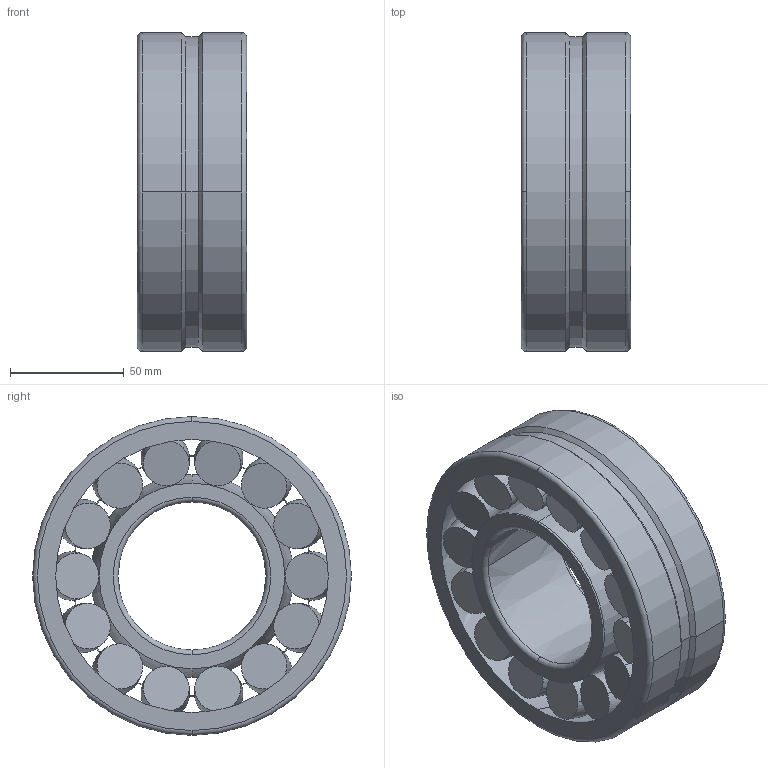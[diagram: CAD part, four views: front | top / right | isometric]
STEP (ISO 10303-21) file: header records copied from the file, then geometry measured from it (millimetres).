
FILE_DESCRIPTION(('STEP AP242'),'1');
FILE_NAME('snr_22313eakw33_2.stp','2024-11-11T01:12:52',('TraceParts'),('TraceParts S.A.'),'Spatial InterOp 3D',' ',' ');
FILE_SCHEMA(('AP242_MANAGED_MODEL_BASED_3D_ENGINEERING_MIM_LF {1 0 10303 442 1 1 4}'));
Length unit declared in the file: millimetre
Products named in the file (1): snr_22313eakw33_2_1
Bounding box: 48 x 140 x 140 mm (x, y, z)
Volume: 396922.6 mm3; surface area: 124272.1 mm2
Topology: 4 solids, 4 shells, 214 faces, 568 edges, 409 vertices
Faces by surface type: torus 136, plane 60, cylinder 10, cone 6, sphere 2
Entity records: 10298 total; most frequent: CARTESIAN_POINT 4806, DIRECTION 1207, ORIENTED_EDGE 1128, AXIS2_PLACEMENT_3D 596, EDGE_CURVE 564, VERTEX_POINT 409, CIRCLE 378, EDGE_LOOP 275
